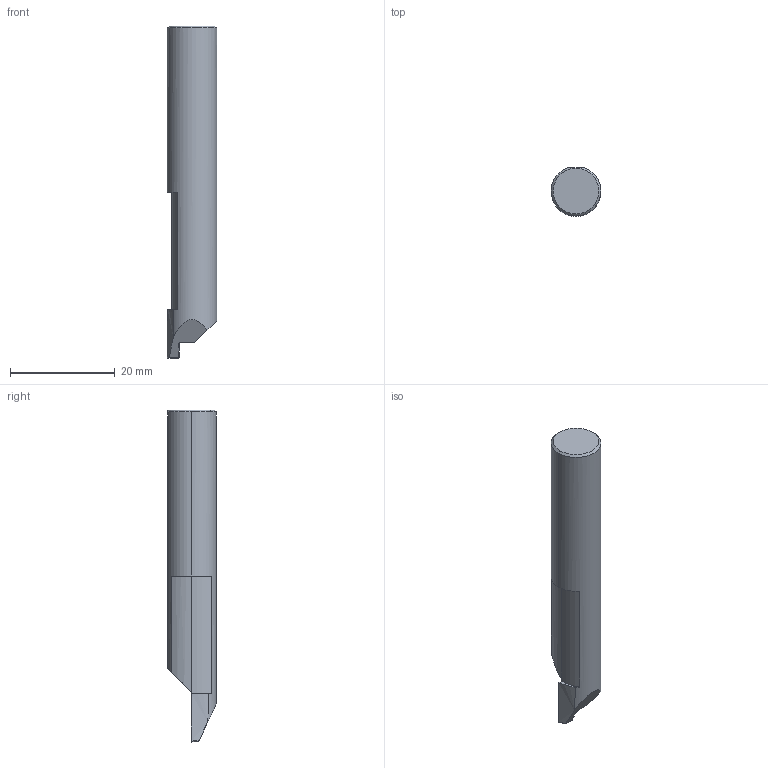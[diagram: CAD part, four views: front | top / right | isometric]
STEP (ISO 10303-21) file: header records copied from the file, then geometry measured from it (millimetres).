
FILE_DESCRIPTION (( 'STEP AP214' ), '1' );
FILE_NAME ('Micro_FGC6-375-093-100X.STEP', '2021-09-08T15:47:15', ( '' ), ( '' ), 'SwSTEP 2.0', 'SolidWorks 2020', '' );
FILE_SCHEMA (( 'AUTOMOTIVE_DESIGN' ));
Length unit declared in the file: inch
Products named in the file (1): Micro_FGC6-375-093-100X
Bounding box: 9.53 x 9.27 x 63.5 mm (x, y, z)
Volume: 3837 mm3; surface area: 1851.2 mm2
Topology: 1 solids, 1 shells, 24 faces, 62 edges, 40 vertices
Faces by surface type: plane 12, cylinder 8, cone 3, bspline 1
Entity records: 797 total; most frequent: CARTESIAN_POINT 213, ORIENTED_EDGE 124, DIRECTION 103, EDGE_CURVE 62, VERTEX_POINT 40, AXIS2_PLACEMENT_3D 36, LINE 31, VECTOR 31
